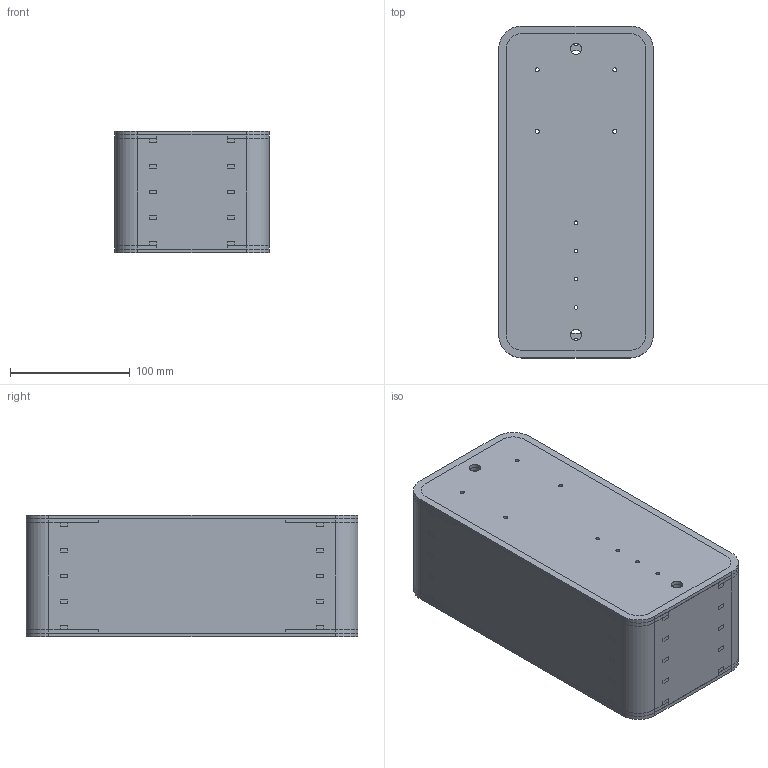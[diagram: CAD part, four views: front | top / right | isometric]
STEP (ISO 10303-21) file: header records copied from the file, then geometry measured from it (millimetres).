
FILE_DESCRIPTION(/* description */ (''),/* implementation_level */ '2;1');
FILE_NAME(/* name */ 'Speakers v45.step',/* time_stamp */ '2021-11-24T10:50:06-05:00',/* author */ (''),/* organization */ (''),/* preprocessor_version */ 'ST-DEVELOPER v18.1',/* originating_system */ 'Autodesk Translation Framework v10.10.0.1391',/* authorisation */ '');
FILE_SCHEMA (('AUTOMOTIVE_DESIGN { 1 0 10303 214 3 1 1 }'));
Length unit declared in the file: inch
Products named in the file (1): Sid_Speakers
Bounding box: 128.78 x 276.61 x 101.6 mm (x, y, z)
Volume: 466013.4 mm3; surface area: 333956.2 mm2
Topology: 16 solids, 16 shells, 524 faces, 1482 edges, 988 vertices
Faces by surface type: plane 416, cylinder 108
Full cylindrical faces by diameter (mm): 3 x4, 3.302 x4, 4.064 x8, 9.525 x8, 95.25 x2
Entity records: 17021 total; most frequent: CARTESIAN_POINT 2995, ORIENTED_EDGE 2964, DIRECTION 2748, EDGE_CURVE 1482, LINE 1266, VECTOR 1266, VERTEX_POINT 988, AXIS2_PLACEMENT_3D 741
